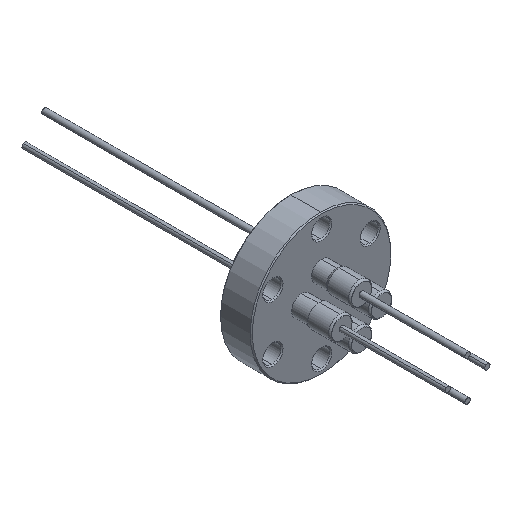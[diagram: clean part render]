
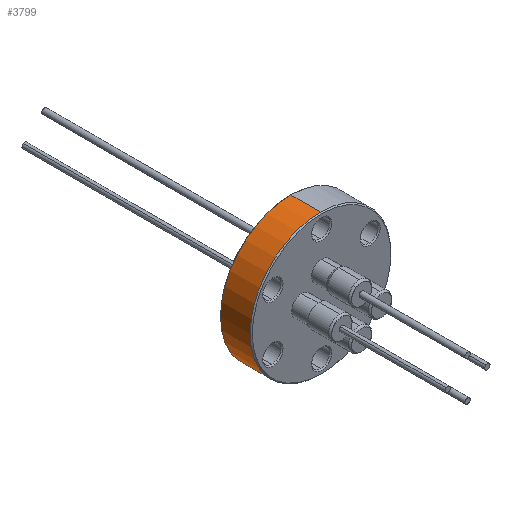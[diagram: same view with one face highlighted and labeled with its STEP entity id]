
A CAD part, isometric view. The second image highlights one B-rep face of the part: STEP entity #3799.
In plain terms, the highlighted cylindrical face has radius 16.891 mm (diameter 33.782 mm), a partial arc.
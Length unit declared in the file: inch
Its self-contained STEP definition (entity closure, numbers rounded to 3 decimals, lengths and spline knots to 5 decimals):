
#131 = VECTOR ( 'NONE', #3167, 39.37008 ) ;
#301 = FACE_OUTER_BOUND ( 'NONE', #2227, .T. ) ;
#320 = VERTEX_POINT ( 'NONE', #1573 ) ;
#426 = EDGE_CURVE ( 'NONE', #320, #2852, #2345, .T. ) ;
#509 = ORIENTED_EDGE ( 'NONE', *, *, #3057, .F. ) ;
#611 = AXIS2_PLACEMENT_3D ( 'NONE', #2184, #2251, #3397 ) ;
#747 = AXIS2_PLACEMENT_3D ( 'NONE', #3630, #2744, #1082 ) ;
#773 = VERTEX_POINT ( 'NONE', #3021 ) ;
#900 = EDGE_CURVE ( 'NONE', #320, #773, #1656, .T. ) ;
#1082 = DIRECTION ( 'NONE',  ( 0., 0., -1. ) ) ;
#1474 = CYLINDRICAL_SURFACE ( 'NONE', #1711, 0.665 ) ;
#1480 = CARTESIAN_POINT ( 'NONE',  ( 0., -39.37008, -0.665 ) ) ;
#1573 = CARTESIAN_POINT ( 'NONE',  ( 0., 0.29, 0.665 ) ) ;
#1656 = CIRCLE ( 'NONE', #611, 0.665 ) ;
#1694 = DIRECTION ( 'NONE',  ( 0., -1., 0. ) ) ;
#1711 = AXIS2_PLACEMENT_3D ( 'NONE', #2369, #2384, #2686 ) ;
#1843 = CARTESIAN_POINT ( 'NONE',  ( 0., 0.01, -0.665 ) ) ;
#1885 = ORIENTED_EDGE ( 'NONE', *, *, #900, .T. ) ;
#1903 = ORIENTED_EDGE ( 'NONE', *, *, #2819, .T. ) ;
#1964 = VECTOR ( 'NONE', #1694, 39.37008 ) ;
#2152 = VERTEX_POINT ( 'NONE', #1843 ) ;
#2184 = CARTESIAN_POINT ( 'NONE',  ( 0., 0.29, 0. ) ) ;
#2227 = EDGE_LOOP ( 'NONE', ( #3353, #1885, #1903, #509 ) ) ;
#2251 = DIRECTION ( 'NONE',  ( 0., -1., 0. ) ) ;
#2345 = LINE ( 'NONE', #3091, #1964 ) ;
#2369 = CARTESIAN_POINT ( 'NONE',  ( 0., -39.37008, 0. ) ) ;
#2384 = DIRECTION ( 'NONE',  ( 0., -1., 0. ) ) ;
#2416 = CIRCLE ( 'NONE', #747, 0.665 ) ;
#2686 = DIRECTION ( 'NONE',  ( 0., 0., -1. ) ) ;
#2744 = DIRECTION ( 'NONE',  ( 0., -1., 0. ) ) ;
#2819 = EDGE_CURVE ( 'NONE', #773, #2152, #2948, .T. ) ;
#2852 = VERTEX_POINT ( 'NONE', #3803 ) ;
#2948 = LINE ( 'NONE', #1480, #131 ) ;
#3021 = CARTESIAN_POINT ( 'NONE',  ( 0., 0.29, -0.665 ) ) ;
#3057 = EDGE_CURVE ( 'NONE', #2852, #2152, #2416, .T. ) ;
#3091 = CARTESIAN_POINT ( 'NONE',  ( 0., -39.37008, 0.665 ) ) ;
#3167 = DIRECTION ( 'NONE',  ( 0., -1., 0. ) ) ;
#3353 = ORIENTED_EDGE ( 'NONE', *, *, #426, .F. ) ;
#3397 = DIRECTION ( 'NONE',  ( 0., 0., -1. ) ) ;
#3630 = CARTESIAN_POINT ( 'NONE',  ( 0., 0.01, 0. ) ) ;
#3799 = ADVANCED_FACE ( 'NONE', ( #301 ), #1474, .T. ) ;
#3803 = CARTESIAN_POINT ( 'NONE',  ( 0., 0.01, 0.665 ) ) ;
